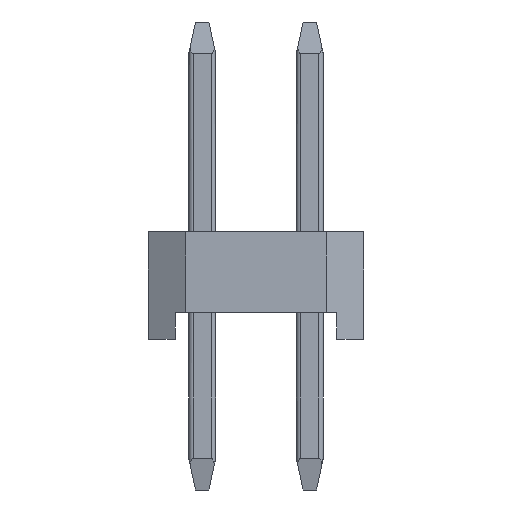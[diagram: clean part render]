
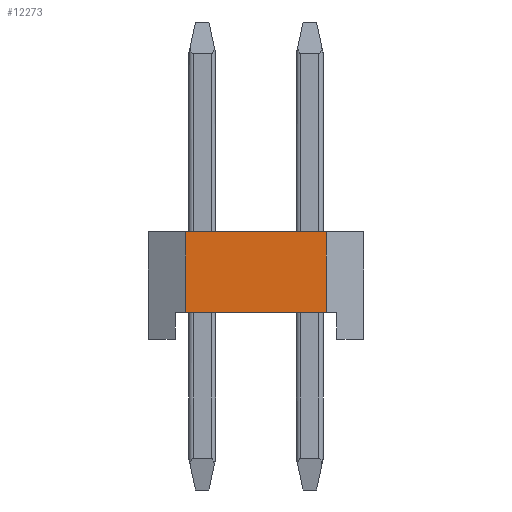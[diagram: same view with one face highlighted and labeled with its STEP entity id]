
A CAD part, left-side view. The second image highlights one B-rep face of the part: STEP entity #12273.
In plain terms, the highlighted planar face has unit normal (-1, 0, 0).
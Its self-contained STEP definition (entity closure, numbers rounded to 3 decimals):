
#459 = CARTESIAN_POINT ( 'NONE',  ( -4.9, 1.307, 2. ) ) ;
#1369 = ORIENTED_EDGE ( 'NONE', *, *, #19133, .T. ) ;
#2158 = ORIENTED_EDGE ( 'NONE', *, *, #21440, .T. ) ;
#2339 = DIRECTION ( 'NONE',  ( 1., 0., 0. ) ) ;
#3146 = VERTEX_POINT ( 'NONE', #9816 ) ;
#3261 = CARTESIAN_POINT ( 'NONE',  ( -4.9, 1.307, 0.5 ) ) ;
#3317 = CARTESIAN_POINT ( 'NONE',  ( -4.9, 1.307, 2. ) ) ;
#4177 = LINE ( 'NONE', #18403, #5589 ) ;
#5103 = LINE ( 'NONE', #3317, #20194 ) ;
#5328 = VERTEX_POINT ( 'NONE', #459 ) ;
#5589 = VECTOR ( 'NONE', #12525, 1000. ) ;
#5747 = ORIENTED_EDGE ( 'NONE', *, *, #16219, .F. ) ;
#7573 = AXIS2_PLACEMENT_3D ( 'NONE', #14823, #2339, #16835 ) ;
#7917 = VECTOR ( 'NONE', #15989, 1000. ) ;
#9070 = CARTESIAN_POINT ( 'NONE',  ( -4.9, 2., 2. ) ) ;
#9816 = CARTESIAN_POINT ( 'NONE',  ( -4.9, -1.307, 0.5 ) ) ;
#9962 = LINE ( 'NONE', #24026, #7917 ) ;
#11741 = ORIENTED_EDGE ( 'NONE', *, *, #12299, .F. ) ;
#12187 = FACE_OUTER_BOUND ( 'NONE', #14288, .T. ) ;
#12273 = ADVANCED_FACE ( 'NONE', ( #12187 ), #16453, .F. ) ;
#12299 = EDGE_CURVE ( 'NONE', #5328, #17256, #12713, .T. ) ;
#12525 = DIRECTION ( 'NONE',  ( 0., 1., 0. ) ) ;
#12713 = LINE ( 'NONE', #9070, #19510 ) ;
#12835 = DIRECTION ( 'NONE',  ( 0., -1., 0. ) ) ;
#13349 = VERTEX_POINT ( 'NONE', #3261 ) ;
#14288 = EDGE_LOOP ( 'NONE', ( #1369, #5747, #2158, #11741 ) ) ;
#14823 = CARTESIAN_POINT ( 'NONE',  ( -4.9, 2., 2. ) ) ;
#15989 = DIRECTION ( 'NONE',  ( 0., 0., 1. ) ) ;
#16219 = EDGE_CURVE ( 'NONE', #3146, #13349, #4177, .T. ) ;
#16453 = PLANE ( 'NONE',  #7573 ) ;
#16835 = DIRECTION ( 'NONE',  ( 0., 0., -1. ) ) ;
#17256 = VERTEX_POINT ( 'NONE', #23149 ) ;
#17304 = DIRECTION ( 'NONE',  ( 0., 0., -1. ) ) ;
#18403 = CARTESIAN_POINT ( 'NONE',  ( -4.9, -1.5, 0.5 ) ) ;
#19133 = EDGE_CURVE ( 'NONE', #5328, #13349, #5103, .T. ) ;
#19510 = VECTOR ( 'NONE', #12835, 1000. ) ;
#20194 = VECTOR ( 'NONE', #17304, 1000. ) ;
#21440 = EDGE_CURVE ( 'NONE', #3146, #17256, #9962, .T. ) ;
#23149 = CARTESIAN_POINT ( 'NONE',  ( -4.9, -1.307, 2. ) ) ;
#24026 = CARTESIAN_POINT ( 'NONE',  ( -4.9, -1.307, 2. ) ) ;
